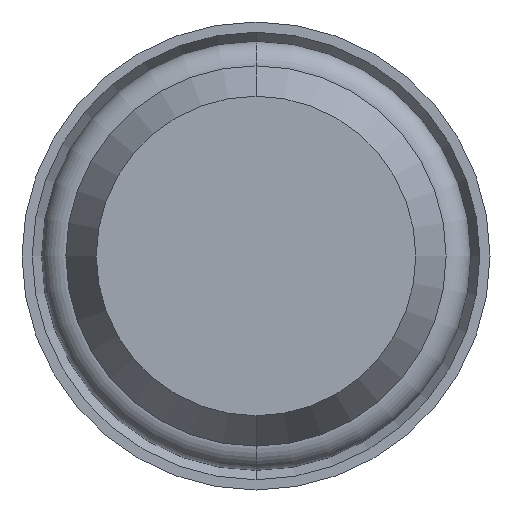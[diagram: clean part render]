
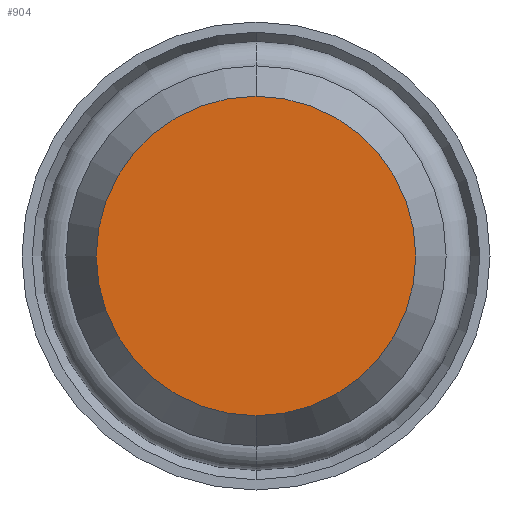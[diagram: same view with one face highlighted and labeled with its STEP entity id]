
A CAD part, front view. The second image highlights one B-rep face of the part: STEP entity #904.
In plain terms, the highlighted planar face has unit normal (0, -1, 0).
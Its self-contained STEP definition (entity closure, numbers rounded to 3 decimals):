
#80 = EDGE_LOOP ( 'NONE', ( #376, #377 ) ) ;
#144 = VERTEX_POINT ( 'NONE', #1080 ) ;
#145 = VERTEX_POINT ( 'NONE', #1079 ) ;
#376 = ORIENTED_EDGE ( 'NONE', *, *, #1439, .T. ) ;
#377 = ORIENTED_EDGE ( 'NONE', *, *, #916, .T. ) ;
#484 = CIRCLE ( 'NONE', #491, 5.461 ) ;
#491 = AXIS2_PLACEMENT_3D ( 'NONE', #549, #550, #551 ) ;
#549 = CARTESIAN_POINT ( 'NONE',  ( 0., 0., 0. ) ) ;
#550 = DIRECTION ( 'NONE',  ( 0., -1., 0. ) ) ;
#551 = DIRECTION ( 'NONE',  ( 0., 0., -1. ) ) ;
#645 = DIRECTION ( 'NONE',  ( 0., 0., -1. ) ) ;
#646 = DIRECTION ( 'NONE',  ( 0., -1., 0. ) ) ;
#648 = CARTESIAN_POINT ( 'NONE',  ( 8., 0., 0. ) ) ;
#650 = PLANE ( 'NONE',  #830 ) ;
#688 = FACE_OUTER_BOUND ( 'NONE', #80, .T. ) ;
#830 = AXIS2_PLACEMENT_3D ( 'NONE', #648, #646, #645 ) ;
#853 = AXIS2_PLACEMENT_3D ( 'NONE', #1185, #1186, #1187 ) ;
#856 = CIRCLE ( 'NONE', #853, 5.461 ) ;
#904 = ADVANCED_FACE ( 'NONE', ( #688 ), #650, .T. ) ;
#916 = EDGE_CURVE ( 'NONE', #145, #144, #856, .T. ) ;
#1079 = CARTESIAN_POINT ( 'NONE',  ( 0., 0., -5.461 ) ) ;
#1080 = CARTESIAN_POINT ( 'NONE',  ( 0., 0., 5.461 ) ) ;
#1185 = CARTESIAN_POINT ( 'NONE',  ( 0., 0., 0. ) ) ;
#1186 = DIRECTION ( 'NONE',  ( 0., -1., 0. ) ) ;
#1187 = DIRECTION ( 'NONE',  ( 0., 0., -1. ) ) ;
#1439 = EDGE_CURVE ( 'NONE', #144, #145, #484, .T. ) ;
